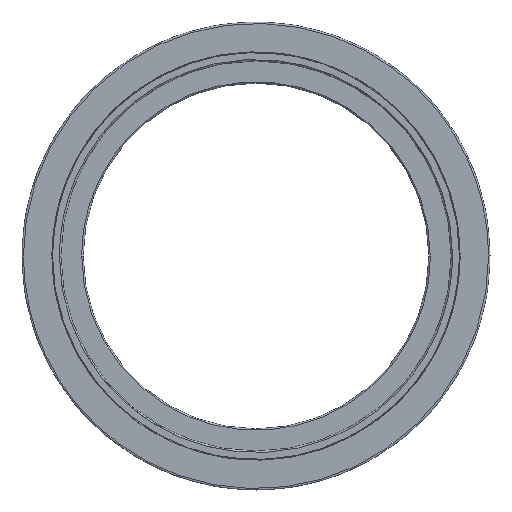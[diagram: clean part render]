
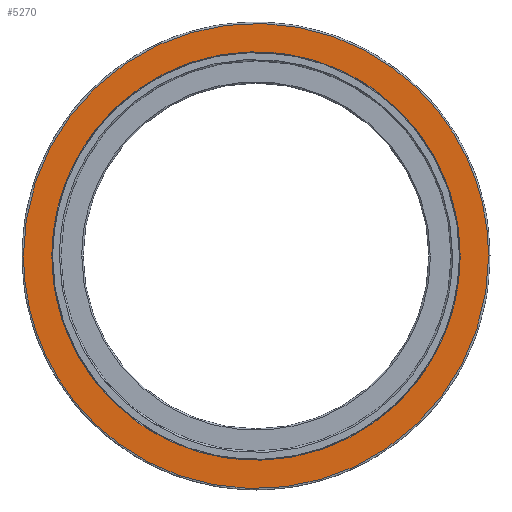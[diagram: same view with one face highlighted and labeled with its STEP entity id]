
A CAD part, left-side view. The second image highlights one B-rep face of the part: STEP entity #5270.
In plain terms, the highlighted planar face has unit normal (-1, 0, 0).
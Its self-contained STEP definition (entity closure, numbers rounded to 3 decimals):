
#150 = CARTESIAN_POINT ( 'NONE',  ( 0., -283.5, 0. ) ) ;
#182 = AXIS2_PLACEMENT_3D ( 'NONE', #9702, #16144, #13423 ) ;
#397 = ORIENTED_EDGE ( 'NONE', *, *, #2966, .F. ) ;
#711 = CARTESIAN_POINT ( 'NONE',  ( 0., 323., 0. ) ) ;
#782 = CARTESIAN_POINT ( 'NONE',  ( 0., 283.5, -567. ) ) ;
#1000 = PLANE ( 'NONE',  #182 ) ;
#2962 = EDGE_CURVE ( 'NONE', #5244, #14947, #9716, .T. ) ;
#2966 = EDGE_CURVE ( 'NONE', #8722, #9031, #13333, .T. ) ;
#3811 = EDGE_CURVE ( 'NONE', #14947, #5244, #16240, .T. ) ;
#4573 = EDGE_LOOP ( 'NONE', ( #10955, #7327 ) ) ;
#4701 = CARTESIAN_POINT ( 'NONE',  ( 0., 323., 646. ) ) ;
#5244 = VERTEX_POINT ( 'NONE', #7871 ) ;
#5270 = ADVANCED_FACE ( 'NONE', ( #16933, #10415 ), #1000, .F. ) ;
#5476 = CARTESIAN_POINT ( 'NONE',  ( 0., 283.5, 0. ) ) ;
#6118 = EDGE_LOOP ( 'NONE', ( #16263, #397 ) ) ;
#6168 = CARTESIAN_POINT ( 'NONE',  ( 0., -283.5, 0. ) ) ;
#6487 = CARTESIAN_POINT ( 'NONE',  ( 0., -283.5, 0. ) ) ;
#7327 = ORIENTED_EDGE ( 'NONE', *, *, #2962, .F. ) ;
#7871 = CARTESIAN_POINT ( 'NONE',  ( 0., -323., 0. ) ) ;
#8360 = CARTESIAN_POINT ( 'NONE',  ( 0., -323., 0. ) ) ;
#8411 = CARTESIAN_POINT ( 'NONE',  ( 0., -323., 646. ) ) ;
#8722 = VERTEX_POINT ( 'NONE', #6487 ) ;
#8728 =( BOUNDED_CURVE ( )  B_SPLINE_CURVE ( 3, ( #12771, #782, #10117, #6168 ),
 .UNSPECIFIED., .F., .F. ) 
 B_SPLINE_CURVE_WITH_KNOTS ( ( 4, 4 ),
 ( 0., 1. ),
 .UNSPECIFIED. ) 
 CURVE ( )  GEOMETRIC_REPRESENTATION_ITEM ( )  RATIONAL_B_SPLINE_CURVE ( ( 1., 0.333, 0.333, 1. ) ) 
 REPRESENTATION_ITEM ( '' )  );
#9031 = VERTEX_POINT ( 'NONE', #5476 ) ;
#9577 = CARTESIAN_POINT ( 'NONE',  ( 0., -323., -646. ) ) ;
#9702 = CARTESIAN_POINT ( 'NONE',  ( 0., 0., 0. ) ) ;
#9716 =( BOUNDED_CURVE ( )  B_SPLINE_CURVE ( 3, ( #8360, #9577, #17085, #10402 ),
 .UNSPECIFIED., .F., .F. ) 
 B_SPLINE_CURVE_WITH_KNOTS ( ( 4, 4 ),
 ( 0., 1. ),
 .UNSPECIFIED. ) 
 CURVE ( )  GEOMETRIC_REPRESENTATION_ITEM ( )  RATIONAL_B_SPLINE_CURVE ( ( 1., 0.333, 0.333, 1. ) ) 
 REPRESENTATION_ITEM ( '' )  );
#9989 = CARTESIAN_POINT ( 'NONE',  ( 0., 323., 0. ) ) ;
#10117 = CARTESIAN_POINT ( 'NONE',  ( 0., -283.5, -567. ) ) ;
#10402 = CARTESIAN_POINT ( 'NONE',  ( 0., 323., 0. ) ) ;
#10415 = FACE_OUTER_BOUND ( 'NONE', #4573, .T. ) ;
#10821 = CARTESIAN_POINT ( 'NONE',  ( 0., -283.5, 567. ) ) ;
#10955 = ORIENTED_EDGE ( 'NONE', *, *, #3811, .F. ) ;
#11907 = EDGE_CURVE ( 'NONE', #9031, #8722, #8728, .T. ) ;
#12771 = CARTESIAN_POINT ( 'NONE',  ( 0., 283.5, 0. ) ) ;
#13333 =( BOUNDED_CURVE ( )  B_SPLINE_CURVE ( 3, ( #150, #10821, #16185, #14450 ),
 .UNSPECIFIED., .F., .F. ) 
 B_SPLINE_CURVE_WITH_KNOTS ( ( 4, 4 ),
 ( 0., 1. ),
 .UNSPECIFIED. ) 
 CURVE ( )  GEOMETRIC_REPRESENTATION_ITEM ( )  RATIONAL_B_SPLINE_CURVE ( ( 1., 0.333, 0.333, 1. ) ) 
 REPRESENTATION_ITEM ( '' )  );
#13423 = DIRECTION ( 'NONE',  ( 0., 0., -1. ) ) ;
#14450 = CARTESIAN_POINT ( 'NONE',  ( 0., 283.5, 0. ) ) ;
#14947 = VERTEX_POINT ( 'NONE', #711 ) ;
#15342 = CARTESIAN_POINT ( 'NONE',  ( 0., -323., 0. ) ) ;
#16144 = DIRECTION ( 'NONE',  ( 1., 0., 0. ) ) ;
#16185 = CARTESIAN_POINT ( 'NONE',  ( 0., 283.5, 567. ) ) ;
#16240 =( BOUNDED_CURVE ( )  B_SPLINE_CURVE ( 3, ( #9989, #4701, #8411, #15342 ),
 .UNSPECIFIED., .F., .F. ) 
 B_SPLINE_CURVE_WITH_KNOTS ( ( 4, 4 ),
 ( 0., 1. ),
 .UNSPECIFIED. ) 
 CURVE ( )  GEOMETRIC_REPRESENTATION_ITEM ( )  RATIONAL_B_SPLINE_CURVE ( ( 1., 0.333, 0.333, 1. ) ) 
 REPRESENTATION_ITEM ( '' )  );
#16263 = ORIENTED_EDGE ( 'NONE', *, *, #11907, .F. ) ;
#16933 = FACE_BOUND ( 'NONE', #6118, .T. ) ;
#17085 = CARTESIAN_POINT ( 'NONE',  ( 0., 323., -646. ) ) ;
